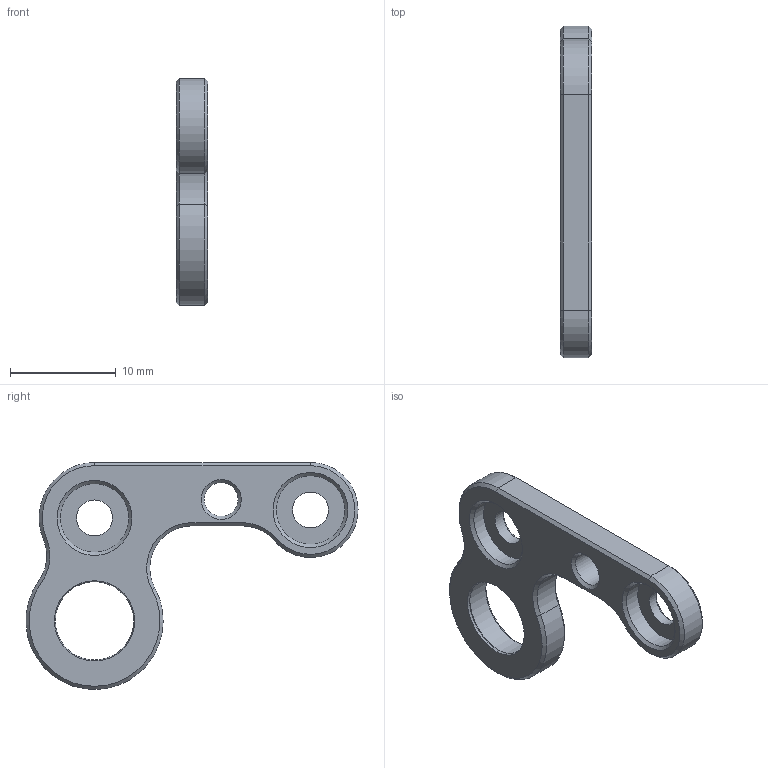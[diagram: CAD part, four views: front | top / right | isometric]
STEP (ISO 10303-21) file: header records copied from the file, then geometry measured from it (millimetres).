
FILE_DESCRIPTION(/* description */ (''),/* implementation_level */ '2;1');
FILE_NAME(/* name */ 'Front_Mirror-R.stp',/* time_stamp */ '2021-03-24T09:29:21-06:00',/* author */ (''),/* organization */ (''),/* preprocessor_version */ 'ST-DEVELOPER v18.1',/* originating_system */ 'Autodesk Translation Framework v9.10.0.1330',/* authorisation */ '');
FILE_SCHEMA (('AUTOMOTIVE_DESIGN { 1 0 10303 214 3 1 1 }'));
Length unit declared in the file: millimetre
Products named in the file (1): Front(Mirror)
Bounding box: 3 x 31.45 x 21.5 mm (x, y, z)
Volume: 749.5 mm3; surface area: 1014.1 mm2
Topology: 1 solids, 1 shells, 44 faces, 95 edges, 56 vertices
Faces by surface type: cone 21, cylinder 12, plane 11
Full cylindrical faces by diameter (mm): 3.2 x1, 3.4 x2, 6.5 x2, 8.1 x1
Entity records: 1240 total; most frequent: DIRECTION 233, CARTESIAN_POINT 196, ORIENTED_EDGE 190, EDGE_CURVE 95, AXIS2_PLACEMENT_3D 93, VERTEX_POINT 56, EDGE_LOOP 55, CIRCLE 48
